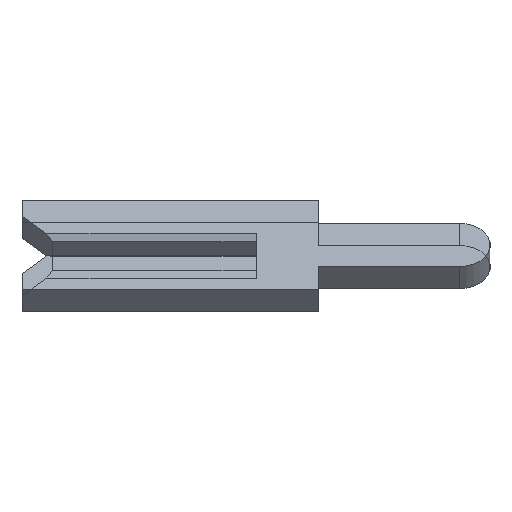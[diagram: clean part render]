
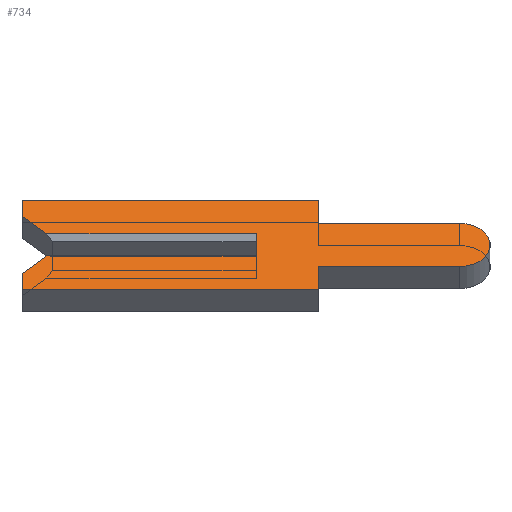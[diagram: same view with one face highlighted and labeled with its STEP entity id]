
A CAD part, left-side view. The second image highlights one B-rep face of the part: STEP entity #734.
In plain terms, the highlighted face is planar.
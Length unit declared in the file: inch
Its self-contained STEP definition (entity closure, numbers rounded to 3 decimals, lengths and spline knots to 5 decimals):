
#3 = EDGE_CURVE ( 'NONE', #2161, #2060, #431, .T. ) ;
#25 = ORIENTED_EDGE ( 'NONE', *, *, #953, .F. ) ;
#53 = DIRECTION ( 'NONE',  ( 0., 0., -1. ) ) ;
#76 = VECTOR ( 'NONE', #674, 39.37008 ) ;
#124 = VERTEX_POINT ( 'NONE', #191 ) ;
#145 = DIRECTION ( 'NONE',  ( 0., 0., 1. ) ) ;
#162 = ORIENTED_EDGE ( 'NONE', *, *, #1790, .T. ) ;
#191 = CARTESIAN_POINT ( 'NONE',  ( -0.01, 0.15, -0.026 ) ) ;
#238 = CARTESIAN_POINT ( 'NONE',  ( -0.01, -0.04, -0.04 ) ) ;
#245 = VECTOR ( 'NONE', #409, 39.37008 ) ;
#319 = CARTESIAN_POINT ( 'NONE',  ( -0.01, -0.1305, -0.01 ) ) ;
#322 = ORIENTED_EDGE ( 'NONE', *, *, #516, .F. ) ;
#333 = VECTOR ( 'NONE', #2206, 39.37008 ) ;
#351 = ORIENTED_EDGE ( 'NONE', *, *, #651, .F. ) ;
#383 = CARTESIAN_POINT ( 'NONE',  ( -0.01, -0.04, -0.0195 ) ) ;
#409 = DIRECTION ( 'NONE',  ( 0., 0., 1. ) ) ;
#419 = FACE_OUTER_BOUND ( 'NONE', #1611, .T. ) ;
#431 = LINE ( 'NONE', #865, #1895 ) ;
#452 = EDGE_CURVE ( 'NONE', #946, #1588, #2683, .T. ) ;
#462 = ORIENTED_EDGE ( 'NONE', *, *, #452, .F. ) ;
#465 = VECTOR ( 'NONE', #2030, 39.37008 ) ;
#516 = EDGE_CURVE ( 'NONE', #124, #2454, #1383, .T. ) ;
#519 = CARTESIAN_POINT ( 'NONE',  ( -0.01, -0.04, -0.0195 ) ) ;
#525 = VERTEX_POINT ( 'NONE', #238 ) ;
#561 = ORIENTED_EDGE ( 'NONE', *, *, #2613, .F. ) ;
#566 = ORIENTED_EDGE ( 'NONE', *, *, #2066, .F. ) ;
#568 = LINE ( 'NONE', #2243, #2642 ) ;
#600 = VERTEX_POINT ( 'NONE', #736 ) ;
#628 = ORIENTED_EDGE ( 'NONE', *, *, #3, .F. ) ;
#651 = EDGE_CURVE ( 'NONE', #970, #1861, #922, .T. ) ;
#674 = DIRECTION ( 'NONE',  ( 0., 0., 1. ) ) ;
#693 = CARTESIAN_POINT ( 'NONE',  ( -0.01, 0.1305, -0.0065 ) ) ;
#716 = LINE ( 'NONE', #2310, #1160 ) ;
#729 = ORIENTED_EDGE ( 'NONE', *, *, #747, .F. ) ;
#734 = ADVANCED_FACE ( 'NONE', ( #419 ), #1163, .F. ) ;
#736 = CARTESIAN_POINT ( 'NONE',  ( -0.01, 0., -0.01 ) ) ;
#746 = DIRECTION ( 'NONE',  ( 0., -1., 0. ) ) ;
#747 = EDGE_CURVE ( 'NONE', #2060, #970, #1696, .T. ) ;
#800 = VERTEX_POINT ( 'NONE', #2004 ) ;
#846 = AXIS2_PLACEMENT_3D ( 'NONE', #1778, #1983, #1559 ) ;
#865 = CARTESIAN_POINT ( 'NONE',  ( -0.01, -0.04, 0.0195 ) ) ;
#922 = LINE ( 'NONE', #519, #333 ) ;
#927 = CARTESIAN_POINT ( 'NONE',  ( -0.01, -0.1305, 0. ) ) ;
#946 = VERTEX_POINT ( 'NONE', #2400 ) ;
#953 = EDGE_CURVE ( 'NONE', #2372, #2558, #1096, .T. ) ;
#970 = VERTEX_POINT ( 'NONE', #1990 ) ;
#1060 = VECTOR ( 'NONE', #2429, 39.37008 ) ;
#1064 = VECTOR ( 'NONE', #1747, 39.37008 ) ;
#1073 = DIRECTION ( 'NONE',  ( 0., -1., 0. ) ) ;
#1096 = LINE ( 'NONE', #1144, #465 ) ;
#1114 = CARTESIAN_POINT ( 'NONE',  ( -0.01, 0.15, -0.026 ) ) ;
#1144 = CARTESIAN_POINT ( 'NONE',  ( -0.01, 0.15, 0.04 ) ) ;
#1160 = VECTOR ( 'NONE', #1670, 39.37008 ) ;
#1163 = PLANE ( 'NONE',  #846 ) ;
#1185 = EDGE_CURVE ( 'NONE', #2558, #2161, #568, .T. ) ;
#1204 = CARTESIAN_POINT ( 'NONE',  ( -0.01, 0.15, 0.026 ) ) ;
#1221 = VECTOR ( 'NONE', #145, 39.37008 ) ;
#1240 = CARTESIAN_POINT ( 'NONE',  ( -0.01, -0.04, -0.04 ) ) ;
#1241 = ORIENTED_EDGE ( 'NONE', *, *, #2481, .F. ) ;
#1258 = CARTESIAN_POINT ( 'NONE',  ( -0.01, 0.134, -0.01 ) ) ;
#1268 = DIRECTION ( 'NONE',  ( 0., 0., -1. ) ) ;
#1348 = DIRECTION ( 'NONE',  ( 1., 0., 0. ) ) ;
#1356 = LINE ( 'NONE', #2586, #1064 ) ;
#1383 = LINE ( 'NONE', #693, #1060 ) ;
#1388 = LINE ( 'NONE', #1114, #76 ) ;
#1516 = AXIS2_PLACEMENT_3D ( 'NONE', #927, #1348, #53 ) ;
#1559 = DIRECTION ( 'NONE',  ( 0., 0., -1. ) ) ;
#1573 = CARTESIAN_POINT ( 'NONE',  ( -0.01, 0.15, 0.04 ) ) ;
#1588 = VERTEX_POINT ( 'NONE', #1204 ) ;
#1611 = EDGE_LOOP ( 'NONE', ( #162, #561, #2666, #322, #1907, #1241, #1713, #351, #729, #628, #2493, #25, #566, #462 ) ) ;
#1613 = EDGE_CURVE ( 'NONE', #2454, #600, #2340, .T. ) ;
#1670 = DIRECTION ( 'NONE',  ( 0., -1., 0. ) ) ;
#1696 = CIRCLE ( 'NONE', #1516, 0.0195 ) ;
#1713 = ORIENTED_EDGE ( 'NONE', *, *, #2170, .F. ) ;
#1747 = DIRECTION ( 'NONE',  ( 0., 1., 0. ) ) ;
#1778 = CARTESIAN_POINT ( 'NONE',  ( -0.01, -0.1305, 0. ) ) ;
#1790 = EDGE_CURVE ( 'NONE', #946, #2260, #716, .T. ) ;
#1861 = VERTEX_POINT ( 'NONE', #383 ) ;
#1867 = CARTESIAN_POINT ( 'NONE',  ( -0.01, 0.15, 0.026 ) ) ;
#1895 = VECTOR ( 'NONE', #1073, 39.37008 ) ;
#1907 = ORIENTED_EDGE ( 'NONE', *, *, #2308, .F. ) ;
#1933 = DIRECTION ( 'NONE',  ( 0., 0.707, 0.707 ) ) ;
#1942 = VECTOR ( 'NONE', #1933, 39.37008 ) ;
#1950 = CARTESIAN_POINT ( 'NONE',  ( -0.01, -0.04, 0.04 ) ) ;
#1960 = CARTESIAN_POINT ( 'NONE',  ( -0.01, 0.1305, 0.0065 ) ) ;
#1983 = DIRECTION ( 'NONE',  ( 1., 0., 0. ) ) ;
#1990 = CARTESIAN_POINT ( 'NONE',  ( -0.01, -0.1305, -0.0195 ) ) ;
#2004 = CARTESIAN_POINT ( 'NONE',  ( -0.01, 0.15, -0.04 ) ) ;
#2017 = VECTOR ( 'NONE', #746, 39.37008 ) ;
#2030 = DIRECTION ( 'NONE',  ( 0., -1., 0. ) ) ;
#2060 = VERTEX_POINT ( 'NONE', #2707 ) ;
#2066 = EDGE_CURVE ( 'NONE', #1588, #2372, #2437, .T. ) ;
#2161 = VERTEX_POINT ( 'NONE', #2531 ) ;
#2170 = EDGE_CURVE ( 'NONE', #1861, #525, #2643, .T. ) ;
#2206 = DIRECTION ( 'NONE',  ( 0., 1., 0. ) ) ;
#2229 = DIRECTION ( 'NONE',  ( 0., 0., -1. ) ) ;
#2243 = CARTESIAN_POINT ( 'NONE',  ( -0.01, -0.04, 0.04 ) ) ;
#2260 = VERTEX_POINT ( 'NONE', #2532 ) ;
#2277 = VECTOR ( 'NONE', #1268, 39.37008 ) ;
#2308 = EDGE_CURVE ( 'NONE', #800, #124, #1388, .T. ) ;
#2310 = CARTESIAN_POINT ( 'NONE',  ( -0.01, 0.15, 0.01 ) ) ;
#2340 = LINE ( 'NONE', #319, #2017 ) ;
#2372 = VERTEX_POINT ( 'NONE', #1573 ) ;
#2374 = CARTESIAN_POINT ( 'NONE',  ( -0.01, 0., 0.0065 ) ) ;
#2400 = CARTESIAN_POINT ( 'NONE',  ( -0.01, 0.134, 0.01 ) ) ;
#2429 = DIRECTION ( 'NONE',  ( 0., -0.707, 0.707 ) ) ;
#2437 = LINE ( 'NONE', #1867, #1221 ) ;
#2454 = VERTEX_POINT ( 'NONE', #1258 ) ;
#2481 = EDGE_CURVE ( 'NONE', #525, #800, #1356, .T. ) ;
#2493 = ORIENTED_EDGE ( 'NONE', *, *, #1185, .F. ) ;
#2531 = CARTESIAN_POINT ( 'NONE',  ( -0.01, -0.04, 0.0195 ) ) ;
#2532 = CARTESIAN_POINT ( 'NONE',  ( -0.01, 0., 0.01 ) ) ;
#2558 = VERTEX_POINT ( 'NONE', #1950 ) ;
#2586 = CARTESIAN_POINT ( 'NONE',  ( -0.01, 0.15, -0.04 ) ) ;
#2613 = EDGE_CURVE ( 'NONE', #600, #2260, #2682, .T. ) ;
#2642 = VECTOR ( 'NONE', #2229, 39.37008 ) ;
#2643 = LINE ( 'NONE', #1240, #2277 ) ;
#2666 = ORIENTED_EDGE ( 'NONE', *, *, #1613, .F. ) ;
#2682 = LINE ( 'NONE', #2374, #245 ) ;
#2683 = LINE ( 'NONE', #1960, #1942 ) ;
#2707 = CARTESIAN_POINT ( 'NONE',  ( -0.01, -0.1305, 0.0195 ) ) ;
